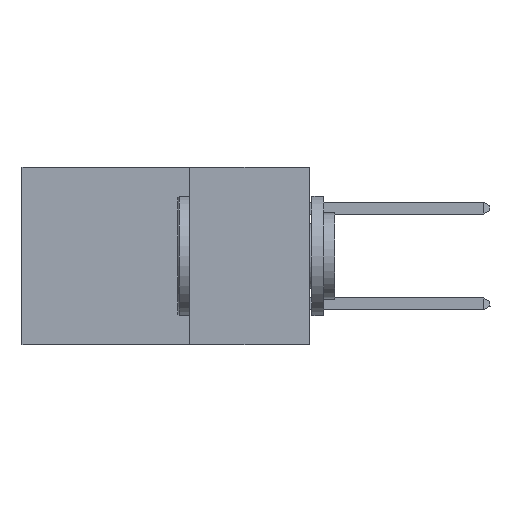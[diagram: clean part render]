
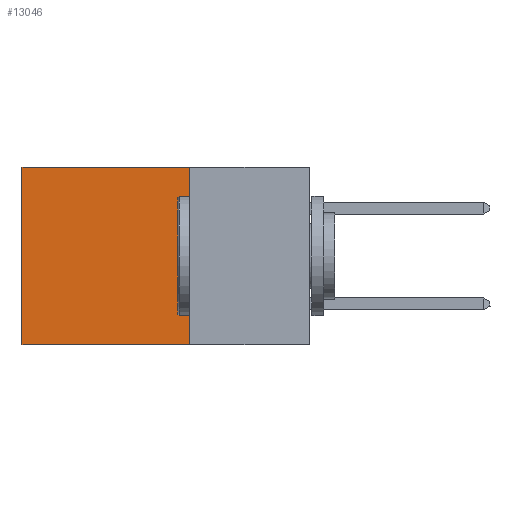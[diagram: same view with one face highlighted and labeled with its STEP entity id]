
A CAD part, left-side view. The second image highlights one B-rep face of the part: STEP entity #13046.
In plain terms, the highlighted planar face has unit normal (-1, 0, 0).
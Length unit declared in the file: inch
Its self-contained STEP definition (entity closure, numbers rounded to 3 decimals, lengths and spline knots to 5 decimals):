
#599 = PLANE ( 'NONE',  #17036 ) ;
#823 = FACE_OUTER_BOUND ( 'NONE', #2566, .T. ) ;
#2211 = LINE ( 'NONE', #21829, #12545 ) ;
#2566 = EDGE_LOOP ( 'NONE', ( #28091, #17024, #18462, #26161 ) ) ;
#3028 = CARTESIAN_POINT ( 'NONE',  ( 0.2875, 0.25, -0.37 ) ) ;
#3711 = VECTOR ( 'NONE', #14771, 39.37008 ) ;
#4732 = CARTESIAN_POINT ( 'NONE',  ( 0.2875, 0.25, 0. ) ) ;
#5021 = DIRECTION ( 'NONE',  ( 1., 0., 0. ) ) ;
#6453 = DIRECTION ( 'NONE',  ( 0., 0., -1. ) ) ;
#8333 = EDGE_CURVE ( 'NONE', #19140, #19634, #2211, .T. ) ;
#9291 = LINE ( 'NONE', #23995, #12408 ) ;
#9600 = EDGE_CURVE ( 'NONE', #26025, #11657, #27957, .T. ) ;
#11657 = VERTEX_POINT ( 'NONE', #26363 ) ;
#12408 = VECTOR ( 'NONE', #6453, 39.37008 ) ;
#12545 = VECTOR ( 'NONE', #28614, 39.37008 ) ;
#13046 = ADVANCED_FACE ( 'NONE', ( #823 ), #599, .F. ) ;
#13524 = CARTESIAN_POINT ( 'NONE',  ( 0.2875, 0.6, 0. ) ) ;
#14771 = DIRECTION ( 'NONE',  ( 0., 1., 0. ) ) ;
#14777 = EDGE_CURVE ( 'NONE', #26025, #19140, #9291, .T. ) ;
#15373 = VECTOR ( 'NONE', #24492, 39.37008 ) ;
#17024 = ORIENTED_EDGE ( 'NONE', *, *, #8333, .F. ) ;
#17036 = AXIS2_PLACEMENT_3D ( 'NONE', #4732, #5021, #20607 ) ;
#18462 = ORIENTED_EDGE ( 'NONE', *, *, #14777, .F. ) ;
#19140 = VERTEX_POINT ( 'NONE', #3028 ) ;
#19634 = VERTEX_POINT ( 'NONE', #23373 ) ;
#20607 = DIRECTION ( 'NONE',  ( 0., 0., -1. ) ) ;
#21335 = LINE ( 'NONE', #13524, #15373 ) ;
#21829 = CARTESIAN_POINT ( 'NONE',  ( 0.2875, 0.25, -0.37 ) ) ;
#22370 = CARTESIAN_POINT ( 'NONE',  ( 0.2875, 0.25, 0. ) ) ;
#23373 = CARTESIAN_POINT ( 'NONE',  ( 0.2875, 0.6, -0.37 ) ) ;
#23995 = CARTESIAN_POINT ( 'NONE',  ( 0.2875, 0.25, 0. ) ) ;
#24492 = DIRECTION ( 'NONE',  ( 0., 0., -1. ) ) ;
#26025 = VERTEX_POINT ( 'NONE', #22370 ) ;
#26161 = ORIENTED_EDGE ( 'NONE', *, *, #9600, .T. ) ;
#26363 = CARTESIAN_POINT ( 'NONE',  ( 0.2875, 0.6, 0. ) ) ;
#27957 = LINE ( 'NONE', #27992, #3711 ) ;
#27992 = CARTESIAN_POINT ( 'NONE',  ( 0.2875, 0.25, 0. ) ) ;
#28091 = ORIENTED_EDGE ( 'NONE', *, *, #28364, .T. ) ;
#28364 = EDGE_CURVE ( 'NONE', #11657, #19634, #21335, .T. ) ;
#28614 = DIRECTION ( 'NONE',  ( 0., 1., 0. ) ) ;
